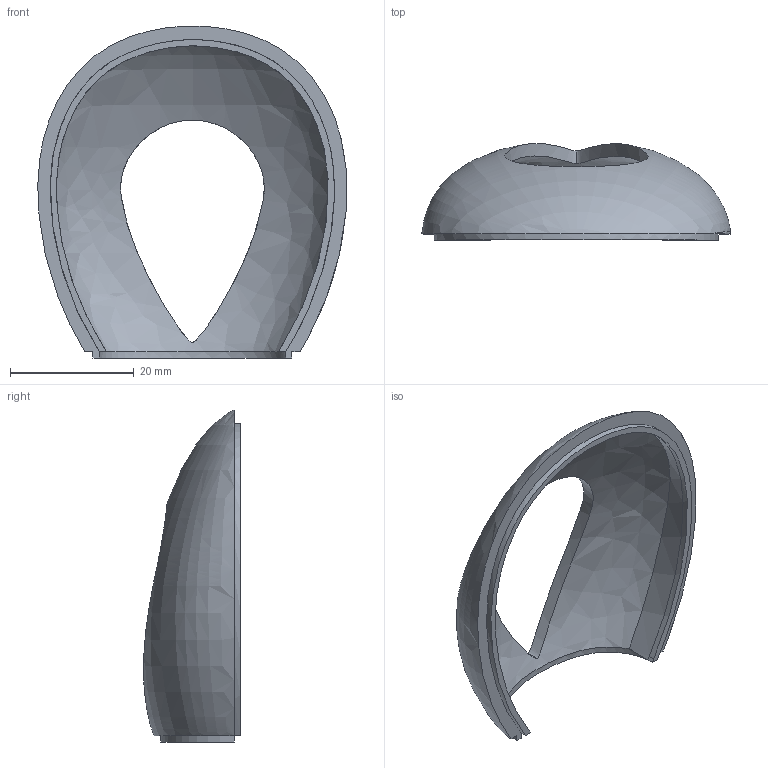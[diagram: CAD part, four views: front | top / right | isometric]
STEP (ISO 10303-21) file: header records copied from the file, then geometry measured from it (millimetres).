
FILE_DESCRIPTION (( 'STEP AP214' ), '1' );
FILE_NAME ('final-shell-top.STEP', '2025-04-21T18:16:12', ( '' ), ( '' ), 'SwSTEP 2.0', 'SolidWorks 2024', '' );
FILE_SCHEMA (( 'AUTOMOTIVE_DESIGN' ));
Length unit declared in the file: millimetre
Products named in the file (1): final-shell-top
Bounding box: 49.86 x 15.64 x 53.66 mm (x, y, z)
Volume: 4822.2 mm3; surface area: 5461.5 mm2
Topology: 1 solids, 1 shells, 19 faces, 45 edges, 28 vertices
Faces by surface type: bspline 10, plane 9
Entity records: 10118 total; most frequent: CARTESIAN_POINT 9729, ORIENTED_EDGE 90, EDGE_CURVE 45, DIRECTION 42, VERTEX_POINT 28, B_SPLINE_CURVE_WITH_KNOTS 23, VECTOR 22, LINE 22
